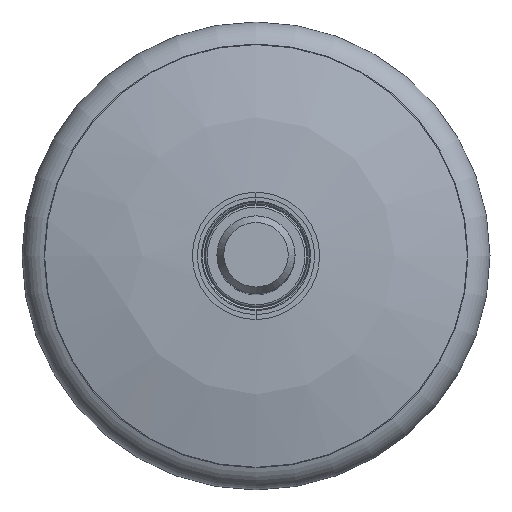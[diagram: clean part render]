
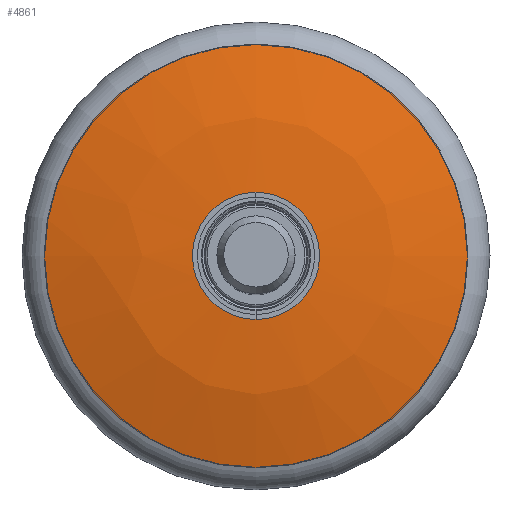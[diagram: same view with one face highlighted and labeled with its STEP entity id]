
A CAD part, top view. The second image highlights one B-rep face of the part: STEP entity #4861.
In plain terms, the highlighted free-form (B-spline) face has degree [2, 2] with [3, 9] control points.
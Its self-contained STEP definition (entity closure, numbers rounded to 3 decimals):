
#133=(
BOUNDED_SURFACE()
B_SPLINE_SURFACE(2,2,((#10356,#10357,#10358,#10359,#10360,#10361,#10362,
#10363,#10364),(#10365,#10366,#10367,#10368,#10369,#10370,#10371,#10372,
#10373),(#10374,#10375,#10376,#10377,#10378,#10379,#10380,#10381,#10382)),
 .UNSPECIFIED.,.F.,.T.,.F.)
B_SPLINE_SURFACE_WITH_KNOTS((3,3),(3,2,2,2,3),(1.274,1.571),
(-3.142,-1.571,0.,1.571,3.142),
 .UNSPECIFIED.)
GEOMETRIC_REPRESENTATION_ITEM()
RATIONAL_B_SPLINE_SURFACE(((1.,0.707,1.,0.707,1.,
0.707,1.,0.707,1.),(0.989,0.699,
0.989,0.699,0.989,0.699,
0.989,0.699,0.989),(1.,0.707,
1.,0.707,1.,0.707,1.,0.707,1.)))
REPRESENTATION_ITEM('')
SURFACE()
);
#846=FACE_OUTER_BOUND('',#1185,.T.);
#1185=EDGE_LOOP('',(#4325,#4326,#4327,#4328,#4329,#4330,#4331));
#1767=CIRCLE('',#5705,16.307);
#1768=CIRCLE('',#5706,16.307);
#1769=CIRCLE('',#5707,130.);
#1770=CIRCLE('',#5708,54.339);
#1771=CIRCLE('',#5709,54.339);
#1772=CIRCLE('',#5710,16.307);
#2250=VERTEX_POINT('',#10383);
#2251=VERTEX_POINT('',#10384);
#2252=VERTEX_POINT('',#10386);
#2253=VERTEX_POINT('',#10388);
#2254=VERTEX_POINT('',#10390);
#2949=EDGE_CURVE('',#2250,#2251,#1767,.T.);
#2950=EDGE_CURVE('',#2251,#2252,#1768,.T.);
#2951=EDGE_CURVE('',#2252,#2253,#1769,.T.);
#2952=EDGE_CURVE('',#2254,#2253,#1770,.T.);
#2953=EDGE_CURVE('',#2253,#2254,#1771,.T.);
#2954=EDGE_CURVE('',#2252,#2250,#1772,.T.);
#4325=ORIENTED_EDGE('',*,*,#2949,.T.);
#4326=ORIENTED_EDGE('',*,*,#2950,.T.);
#4327=ORIENTED_EDGE('',*,*,#2951,.T.);
#4328=ORIENTED_EDGE('',*,*,#2952,.F.);
#4329=ORIENTED_EDGE('',*,*,#2953,.F.);
#4330=ORIENTED_EDGE('',*,*,#2951,.F.);
#4331=ORIENTED_EDGE('',*,*,#2954,.T.);
#4861=ADVANCED_FACE('',(#846),#133,.F.);
#5705=AXIS2_PLACEMENT_3D('',#10385,#7251,#7252);
#5706=AXIS2_PLACEMENT_3D('',#10387,#7253,#7254);
#5707=AXIS2_PLACEMENT_3D('',#10389,#7255,#7256);
#5708=AXIS2_PLACEMENT_3D('',#10391,#7257,#7258);
#5709=AXIS2_PLACEMENT_3D('',#10392,#7259,#7260);
#5710=AXIS2_PLACEMENT_3D('',#10393,#7261,#7262);
#7251=DIRECTION('center_axis',(0.,0.,-1.));
#7252=DIRECTION('ref_axis',(0.,-1.,0.));
#7253=DIRECTION('center_axis',(0.,0.,-1.));
#7254=DIRECTION('ref_axis',(0.,-1.,0.));
#7255=DIRECTION('center_axis',(0.,-1.,0.));
#7256=DIRECTION('ref_axis',(-1.,0.,0.));
#7257=DIRECTION('center_axis',(0.,0.,
-1.));
#7258=DIRECTION('ref_axis',(0.,1.,0.));
#7259=DIRECTION('center_axis',(0.,0.,
-1.));
#7260=DIRECTION('ref_axis',(0.,1.,0.));
#7261=DIRECTION('center_axis',(0.,0.,-1.));
#7262=DIRECTION('ref_axis',(0.,-1.,0.));
#10356=CARTESIAN_POINT('Ctrl Pts',(-54.339,0.,
7.644));
#10357=CARTESIAN_POINT('Ctrl Pts',(-54.339,-54.339,7.644));
#10358=CARTESIAN_POINT('Ctrl Pts',(0.,-54.339,
7.644));
#10359=CARTESIAN_POINT('Ctrl Pts',(54.339,-54.339,7.644));
#10360=CARTESIAN_POINT('Ctrl Pts',(54.339,0.,
7.644));
#10361=CARTESIAN_POINT('Ctrl Pts',(54.339,54.339,7.644));
#10362=CARTESIAN_POINT('Ctrl Pts',(0.,54.339,
7.644));
#10363=CARTESIAN_POINT('Ctrl Pts',(-54.339,54.339,7.644));
#10364=CARTESIAN_POINT('Ctrl Pts',(-54.339,0.,
7.644));
#10365=CARTESIAN_POINT('Ctrl Pts',(-35.748,0.,
13.332));
#10366=CARTESIAN_POINT('Ctrl Pts',(-35.748,-35.748,
13.332));
#10367=CARTESIAN_POINT('Ctrl Pts',(0.,-35.748,
13.332));
#10368=CARTESIAN_POINT('Ctrl Pts',(35.748,-35.748,13.332));
#10369=CARTESIAN_POINT('Ctrl Pts',(35.748,0.,
13.332));
#10370=CARTESIAN_POINT('Ctrl Pts',(35.748,35.748,13.332));
#10371=CARTESIAN_POINT('Ctrl Pts',(0.,35.748,
13.332));
#10372=CARTESIAN_POINT('Ctrl Pts',(-35.748,35.748,13.332));
#10373=CARTESIAN_POINT('Ctrl Pts',(-35.748,0.,
13.332));
#10374=CARTESIAN_POINT('Ctrl Pts',(-16.307,0.,
13.332));
#10375=CARTESIAN_POINT('Ctrl Pts',(-16.307,-16.307,
13.332));
#10376=CARTESIAN_POINT('Ctrl Pts',(0.,-16.307,
13.332));
#10377=CARTESIAN_POINT('Ctrl Pts',(16.307,-16.307,13.332));
#10378=CARTESIAN_POINT('Ctrl Pts',(16.307,0.,
13.332));
#10379=CARTESIAN_POINT('Ctrl Pts',(16.307,16.307,13.332));
#10380=CARTESIAN_POINT('Ctrl Pts',(0.,16.307,
13.332));
#10381=CARTESIAN_POINT('Ctrl Pts',(-16.307,16.307,13.332));
#10382=CARTESIAN_POINT('Ctrl Pts',(-16.307,0.,
13.332));
#10383=CARTESIAN_POINT('',(0.,16.307,13.332));
#10384=CARTESIAN_POINT('',(0.,-16.307,13.332));
#10385=CARTESIAN_POINT('Origin',(0.,0.,
13.332));
#10386=CARTESIAN_POINT('',(-16.307,0.,13.332));
#10387=CARTESIAN_POINT('Origin',(0.,0.,
13.332));
#10388=CARTESIAN_POINT('',(-54.339,0.,7.644));
#10389=CARTESIAN_POINT('Origin',(-16.307,0.,
-116.668));
#10390=CARTESIAN_POINT('',(0.,-54.339,7.644));
#10391=CARTESIAN_POINT('Origin',(0.,0.,
7.644));
#10392=CARTESIAN_POINT('Origin',(0.,0.,
7.644));
#10393=CARTESIAN_POINT('Origin',(0.,0.,
13.332));
